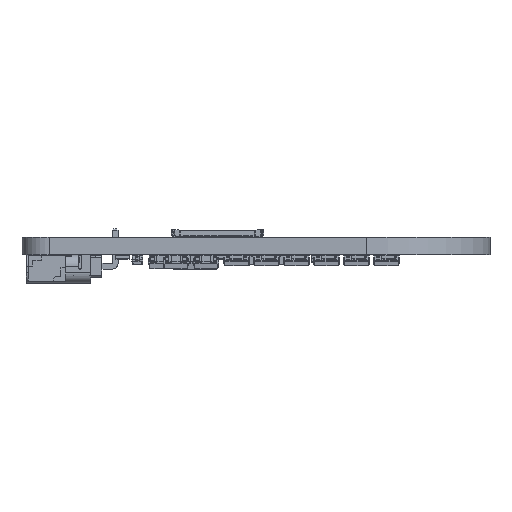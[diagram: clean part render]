
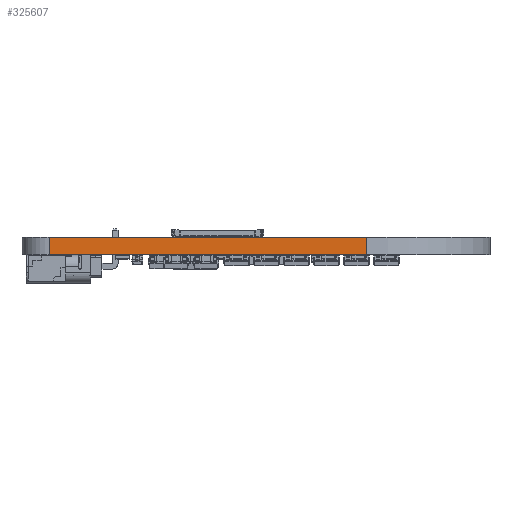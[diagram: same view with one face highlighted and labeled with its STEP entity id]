
A CAD part, left-side view. The second image highlights one B-rep face of the part: STEP entity #325607.
In plain terms, the highlighted planar face has unit normal (-1, 0, 0).
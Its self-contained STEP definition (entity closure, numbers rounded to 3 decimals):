
#325607 = ADVANCED_FACE('',(#325608),#325622,.T.);
#325608 = FACE_BOUND('',#325609,.T.);
#325609 = EDGE_LOOP('',(#325610,#325645,#325673,#325701));
#325610 = ORIENTED_EDGE('',*,*,#325611,.T.);
#325611 = EDGE_CURVE('',#325612,#325614,#325616,.T.);
#325612 = VERTEX_POINT('',#325613);
#325613 = CARTESIAN_POINT('',(-37.,-12.55,0.));
#325614 = VERTEX_POINT('',#325615);
#325615 = CARTESIAN_POINT('',(-37.,-12.55,2.));
#325616 = SURFACE_CURVE('',#325617,(#325621,#325633),.PCURVE_S1.);
#325617 = LINE('',#325618,#325619);
#325618 = CARTESIAN_POINT('',(-37.,-12.55,0.));
#325619 = VECTOR('',#325620,1.);
#325620 = DIRECTION('',(0.,0.,1.));
#325621 = PCURVE('',#325622,#325627);
#325622 = PLANE('',#325623);
#325623 = AXIS2_PLACEMENT_3D('',#325624,#325625,#325626);
#325624 = CARTESIAN_POINT('',(-37.,-12.55,0.));
#325625 = DIRECTION('',(-1.,0.,0.));
#325626 = DIRECTION('',(0.,1.,0.));
#325627 = DEFINITIONAL_REPRESENTATION('',(#325628),#325632);
#325628 = LINE('',#325629,#325630);
#325629 = CARTESIAN_POINT('',(0.,0.));
#325630 = VECTOR('',#325631,1.);
#325631 = DIRECTION('',(0.,-1.));
#325632 = ( GEOMETRIC_REPRESENTATION_CONTEXT(2) 
PARAMETRIC_REPRESENTATION_CONTEXT() REPRESENTATION_CONTEXT('2D SPACE',''
  ) );
#325633 = PCURVE('',#325634,#325639);
#325634 = CYLINDRICAL_SURFACE('',#325635,14.);
#325635 = AXIS2_PLACEMENT_3D('',#325636,#325637,#325638);
#325636 = CARTESIAN_POINT('',(-23.,-12.55,0.));
#325637 = DIRECTION('',(-0.,-0.,-1.));
#325638 = DIRECTION('',(1.,0.,-0.));
#325639 = DEFINITIONAL_REPRESENTATION('',(#325640),#325644);
#325640 = LINE('',#325641,#325642);
#325641 = CARTESIAN_POINT('',(-3.142,0.));
#325642 = VECTOR('',#325643,1.);
#325643 = DIRECTION('',(-0.,-1.));
#325644 = ( GEOMETRIC_REPRESENTATION_CONTEXT(2) 
PARAMETRIC_REPRESENTATION_CONTEXT() REPRESENTATION_CONTEXT('2D SPACE',''
  ) );
#325645 = ORIENTED_EDGE('',*,*,#325646,.T.);
#325646 = EDGE_CURVE('',#325614,#325647,#325649,.T.);
#325647 = VERTEX_POINT('',#325648);
#325648 = CARTESIAN_POINT('',(-37.,23.45,2.));
#325649 = SURFACE_CURVE('',#325650,(#325654,#325661),.PCURVE_S1.);
#325650 = LINE('',#325651,#325652);
#325651 = CARTESIAN_POINT('',(-37.,-12.55,2.));
#325652 = VECTOR('',#325653,1.);
#325653 = DIRECTION('',(0.,1.,0.));
#325654 = PCURVE('',#325622,#325655);
#325655 = DEFINITIONAL_REPRESENTATION('',(#325656),#325660);
#325656 = LINE('',#325657,#325658);
#325657 = CARTESIAN_POINT('',(0.,-2.));
#325658 = VECTOR('',#325659,1.);
#325659 = DIRECTION('',(1.,0.));
#325660 = ( GEOMETRIC_REPRESENTATION_CONTEXT(2) 
PARAMETRIC_REPRESENTATION_CONTEXT() REPRESENTATION_CONTEXT('2D SPACE',''
  ) );
#325661 = PCURVE('',#325662,#325667);
#325662 = PLANE('',#325663);
#325663 = AXIS2_PLACEMENT_3D('',#325664,#325665,#325666);
#325664 = CARTESIAN_POINT('',(0.,1.219,2.));
#325665 = DIRECTION('',(-0.,-0.,-1.));
#325666 = DIRECTION('',(-1.,0.,0.));
#325667 = DEFINITIONAL_REPRESENTATION('',(#325668),#325672);
#325668 = LINE('',#325669,#325670);
#325669 = CARTESIAN_POINT('',(37.,-13.769));
#325670 = VECTOR('',#325671,1.);
#325671 = DIRECTION('',(0.,1.));
#325672 = ( GEOMETRIC_REPRESENTATION_CONTEXT(2) 
PARAMETRIC_REPRESENTATION_CONTEXT() REPRESENTATION_CONTEXT('2D SPACE',''
  ) );
#325673 = ORIENTED_EDGE('',*,*,#325674,.F.);
#325674 = EDGE_CURVE('',#325675,#325647,#325677,.T.);
#325675 = VERTEX_POINT('',#325676);
#325676 = CARTESIAN_POINT('',(-37.,23.45,0.));
#325677 = SURFACE_CURVE('',#325678,(#325682,#325689),.PCURVE_S1.);
#325678 = LINE('',#325679,#325680);
#325679 = CARTESIAN_POINT('',(-37.,23.45,0.));
#325680 = VECTOR('',#325681,1.);
#325681 = DIRECTION('',(0.,0.,1.));
#325682 = PCURVE('',#325622,#325683);
#325683 = DEFINITIONAL_REPRESENTATION('',(#325684),#325688);
#325684 = LINE('',#325685,#325686);
#325685 = CARTESIAN_POINT('',(36.,0.));
#325686 = VECTOR('',#325687,1.);
#325687 = DIRECTION('',(0.,-1.));
#325688 = ( GEOMETRIC_REPRESENTATION_CONTEXT(2) 
PARAMETRIC_REPRESENTATION_CONTEXT() REPRESENTATION_CONTEXT('2D SPACE',''
  ) );
#325689 = PCURVE('',#325690,#325695);
#325690 = CYLINDRICAL_SURFACE('',#325691,3.1);
#325691 = AXIS2_PLACEMENT_3D('',#325692,#325693,#325694);
#325692 = CARTESIAN_POINT('',(-33.9,23.45,0.));
#325693 = DIRECTION('',(-0.,-0.,-1.));
#325694 = DIRECTION('',(1.,0.,-0.));
#325695 = DEFINITIONAL_REPRESENTATION('',(#325696),#325700);
#325696 = LINE('',#325697,#325698);
#325697 = CARTESIAN_POINT('',(-3.142,0.));
#325698 = VECTOR('',#325699,1.);
#325699 = DIRECTION('',(-0.,-1.));
#325700 = ( GEOMETRIC_REPRESENTATION_CONTEXT(2) 
PARAMETRIC_REPRESENTATION_CONTEXT() REPRESENTATION_CONTEXT('2D SPACE',''
  ) );
#325701 = ORIENTED_EDGE('',*,*,#325702,.F.);
#325702 = EDGE_CURVE('',#325612,#325675,#325703,.T.);
#325703 = SURFACE_CURVE('',#325704,(#325708,#325715),.PCURVE_S1.);
#325704 = LINE('',#325705,#325706);
#325705 = CARTESIAN_POINT('',(-37.,-12.55,0.));
#325706 = VECTOR('',#325707,1.);
#325707 = DIRECTION('',(0.,1.,0.));
#325708 = PCURVE('',#325622,#325709);
#325709 = DEFINITIONAL_REPRESENTATION('',(#325710),#325714);
#325710 = LINE('',#325711,#325712);
#325711 = CARTESIAN_POINT('',(0.,0.));
#325712 = VECTOR('',#325713,1.);
#325713 = DIRECTION('',(1.,0.));
#325714 = ( GEOMETRIC_REPRESENTATION_CONTEXT(2) 
PARAMETRIC_REPRESENTATION_CONTEXT() REPRESENTATION_CONTEXT('2D SPACE',''
  ) );
#325715 = PCURVE('',#325716,#325721);
#325716 = PLANE('',#325717);
#325717 = AXIS2_PLACEMENT_3D('',#325718,#325719,#325720);
#325718 = CARTESIAN_POINT('',(0.,1.219,0.));
#325719 = DIRECTION('',(-0.,-0.,-1.));
#325720 = DIRECTION('',(-1.,0.,0.));
#325721 = DEFINITIONAL_REPRESENTATION('',(#325722),#325726);
#325722 = LINE('',#325723,#325724);
#325723 = CARTESIAN_POINT('',(37.,-13.769));
#325724 = VECTOR('',#325725,1.);
#325725 = DIRECTION('',(0.,1.));
#325726 = ( GEOMETRIC_REPRESENTATION_CONTEXT(2) 
PARAMETRIC_REPRESENTATION_CONTEXT() REPRESENTATION_CONTEXT('2D SPACE',''
  ) );
